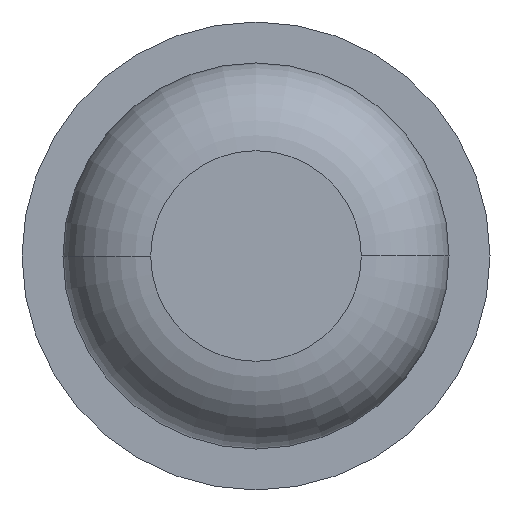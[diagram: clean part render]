
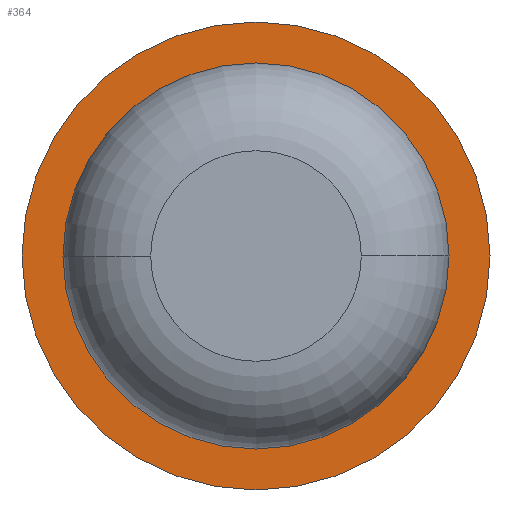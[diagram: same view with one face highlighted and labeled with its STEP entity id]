
A CAD part, front view. The second image highlights one B-rep face of the part: STEP entity #364.
In plain terms, the highlighted planar face has unit normal (0, -1, 0).
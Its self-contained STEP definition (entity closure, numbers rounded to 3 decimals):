
#127 = CIRCLE ( 'NONE', #1127, 1. ) ;
#322 = AXIS2_PLACEMENT_3D ( 'NONE', #3003, #3692, #4393 ) ;
#364 = ADVANCED_FACE ( 'Defeature ausgef�hrt1_7', ( #1283, #4328 ), #2072, .F. ) ;
#492 = DIRECTION ( 'NONE',  ( 0., 1., 0. ) ) ;
#687 = CIRCLE ( 'NONE', #2407, 0.825 ) ;
#793 = EDGE_CURVE ( 'Defeature ausgef�hrt1_7+Defeature ausgef�hrt1_0+Defeature ausgef�hrt1_0+Defeature ausgef�hrt1_0', #2224, #2642, #687, .T. ) ;
#810 = CARTESIAN_POINT ( 'NONE',  ( 0., -6., 0. ) ) ;
#869 = CARTESIAN_POINT ( 'NONE',  ( 0., -6., 0. ) ) ;
#881 = DIRECTION ( 'NONE',  ( 0., 1., 0. ) ) ;
#1087 = ORIENTED_EDGE ( 'NONE', *, *, #2021, .F. ) ;
#1127 = AXIS2_PLACEMENT_3D ( 'NONE', #810, #1194, #4319 ) ;
#1194 = DIRECTION ( 'NONE',  ( 0., 1., 0. ) ) ;
#1283 = FACE_OUTER_BOUND ( 'NONE', #3362, .T. ) ;
#1510 = CARTESIAN_POINT ( 'NONE',  ( 0.825, -6., 0. ) ) ;
#1781 = VERTEX_POINT ( 'NONE', #1983 ) ;
#1791 = AXIS2_PLACEMENT_3D ( 'NONE', #1510, #492, #1825 ) ;
#1825 = DIRECTION ( 'NONE',  ( -1., 0., 0. ) ) ;
#1958 = ORIENTED_EDGE ( 'NONE', *, *, #793, .T. ) ;
#1983 = CARTESIAN_POINT ( 'NONE',  ( -1., -6., 0. ) ) ;
#2021 = EDGE_CURVE ( 'Defeature ausgef�hrt1_8+Defeature ausgef�hrt1_7+Defeature ausgef�hrt1_7+Defeature ausgef�hrt1_7', #1781, #4310, #127, .T. ) ;
#2072 = PLANE ( 'NONE',  #1791 ) ;
#2224 = VERTEX_POINT ( 'NONE', #3416 ) ;
#2407 = AXIS2_PLACEMENT_3D ( 'NONE', #869, #881, #3317 ) ;
#2432 = ORIENTED_EDGE ( 'NONE', *, *, #4185, .F. ) ;
#2642 = VERTEX_POINT ( 'NONE', #3941 ) ;
#2844 = CARTESIAN_POINT ( 'NONE',  ( 0., -6., 0. ) ) ;
#2862 = EDGE_CURVE ( 'Defeature ausgef�hrt1_7+Defeature ausgef�hrt1_0+Defeature ausgef�hrt1_0+Defeature ausgef�hrt1_0', #2642, #2224, #4209, .T. ) ;
#3003 = CARTESIAN_POINT ( 'NONE',  ( 0., -6., 0. ) ) ;
#3018 = AXIS2_PLACEMENT_3D ( 'NONE', #2844, #4180, #3853 ) ;
#3317 = DIRECTION ( 'NONE',  ( -1., 0., 0. ) ) ;
#3362 = EDGE_LOOP ( 'NONE', ( #1087, #2432 ) ) ;
#3416 = CARTESIAN_POINT ( 'NONE',  ( -0.825, -6., 0. ) ) ;
#3692 = DIRECTION ( 'NONE',  ( 0., 1., 0. ) ) ;
#3843 = CARTESIAN_POINT ( 'NONE',  ( 1., -6., 0. ) ) ;
#3853 = DIRECTION ( 'NONE',  ( -1., 0., 0. ) ) ;
#3859 = CIRCLE ( 'NONE', #322, 1. ) ;
#3892 = ORIENTED_EDGE ( 'NONE', *, *, #2862, .T. ) ;
#3941 = CARTESIAN_POINT ( 'NONE',  ( 0.825, -6., 0. ) ) ;
#4180 = DIRECTION ( 'NONE',  ( 0., 1., 0. ) ) ;
#4185 = EDGE_CURVE ( 'Defeature ausgef�hrt1_8+Defeature ausgef�hrt1_7+Defeature ausgef�hrt1_7+Defeature ausgef�hrt1_7', #4310, #1781, #3859, .T. ) ;
#4209 = CIRCLE ( 'NONE', #3018, 0.825 ) ;
#4310 = VERTEX_POINT ( 'NONE', #3843 ) ;
#4319 = DIRECTION ( 'NONE',  ( -1., 0., 0. ) ) ;
#4328 = FACE_BOUND ( 'NONE', #4415, .T. ) ;
#4393 = DIRECTION ( 'NONE',  ( -1., 0., 0. ) ) ;
#4415 = EDGE_LOOP ( 'NONE', ( #1958, #3892 ) ) ;
